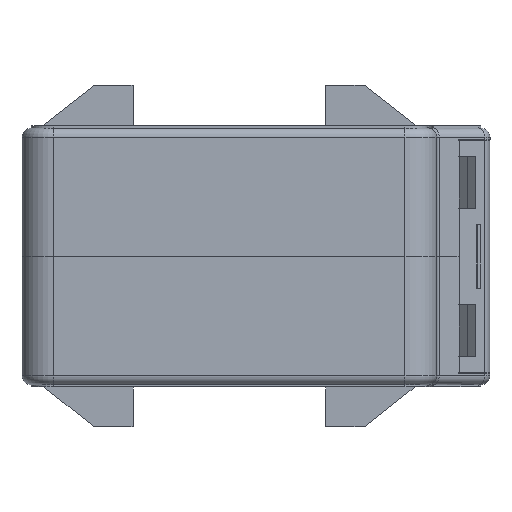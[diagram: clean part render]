
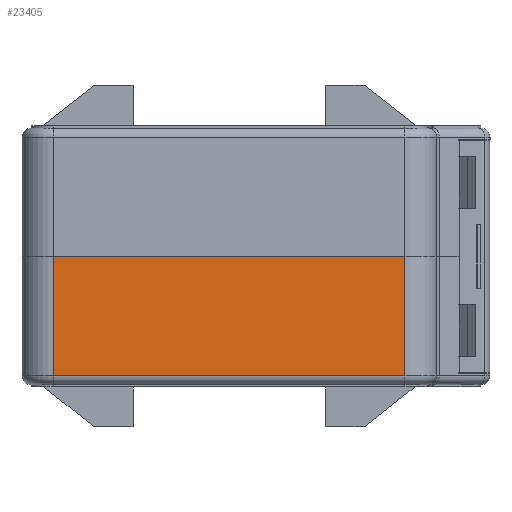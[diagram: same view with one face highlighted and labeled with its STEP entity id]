
A CAD part, front view. The second image highlights one B-rep face of the part: STEP entity #23405.
In plain terms, the highlighted planar face has unit normal (0, -1, 0).
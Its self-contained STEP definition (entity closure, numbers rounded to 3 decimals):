
#833 = VERTEX_POINT ( 'NONE', #16241 ) ;
#4158 = CARTESIAN_POINT ( 'NONE',  ( -38.75, -56., 2. ) ) ;
#4736 = EDGE_CURVE ( 'NONE', #17034, #833, #16286, .T. ) ;
#6372 = VECTOR ( 'NONE', #38926, 1000. ) ;
#6397 = CARTESIAN_POINT ( 'NONE',  ( 0., -56., 28.3 ) ) ;
#7613 = CARTESIAN_POINT ( 'NONE',  ( -38.75, -56., 2. ) ) ;
#8279 = VERTEX_POINT ( 'NONE', #17067 ) ;
#10150 = VECTOR ( 'NONE', #28946, 1000. ) ;
#11222 = CARTESIAN_POINT ( 'NONE',  ( 0., -56., 2. ) ) ;
#12024 = EDGE_CURVE ( 'NONE', #17034, #39716, #26061, .T. ) ;
#13949 = AXIS2_PLACEMENT_3D ( 'NONE', #32142, #38738, #27863 ) ;
#15270 = DIRECTION ( 'NONE',  ( 1., 0., 0. ) ) ;
#16241 = CARTESIAN_POINT ( 'NONE',  ( 38.75, -56., 28.3 ) ) ;
#16286 = LINE ( 'NONE', #6397, #20454 ) ;
#16694 = EDGE_LOOP ( 'NONE', ( #24783, #18539, #28293, #23950 ) ) ;
#16705 = LINE ( 'NONE', #38832, #23258 ) ;
#17034 = VERTEX_POINT ( 'NONE', #24911 ) ;
#17067 = CARTESIAN_POINT ( 'NONE',  ( 38.75, -56., 2. ) ) ;
#18539 = ORIENTED_EDGE ( 'NONE', *, *, #39911, .T. ) ;
#20454 = VECTOR ( 'NONE', #15270, 1000. ) ;
#20733 = LINE ( 'NONE', #11222, #6372 ) ;
#23258 = VECTOR ( 'NONE', #36160, 1000. ) ;
#23405 = ADVANCED_FACE ( 'NONE', ( #30570 ), #24963, .F. ) ;
#23950 = ORIENTED_EDGE ( 'NONE', *, *, #4736, .F. ) ;
#24783 = ORIENTED_EDGE ( 'NONE', *, *, #12024, .T. ) ;
#24911 = CARTESIAN_POINT ( 'NONE',  ( -38.75, -56., 28.3 ) ) ;
#24963 = PLANE ( 'NONE',  #13949 ) ;
#26061 = LINE ( 'NONE', #4158, #10150 ) ;
#27863 = DIRECTION ( 'NONE',  ( 0., 0., 1. ) ) ;
#28293 = ORIENTED_EDGE ( 'NONE', *, *, #35228, .F. ) ;
#28946 = DIRECTION ( 'NONE',  ( 0., 0., -1. ) ) ;
#30570 = FACE_OUTER_BOUND ( 'NONE', #16694, .T. ) ;
#32142 = CARTESIAN_POINT ( 'NONE',  ( 0., -56., 2. ) ) ;
#35228 = EDGE_CURVE ( 'NONE', #833, #8279, #16705, .T. ) ;
#36160 = DIRECTION ( 'NONE',  ( 0., 0., -1. ) ) ;
#38738 = DIRECTION ( 'NONE',  ( 0., 1., 0. ) ) ;
#38832 = CARTESIAN_POINT ( 'NONE',  ( 38.75, -56., 2. ) ) ;
#38926 = DIRECTION ( 'NONE',  ( 1., 0., 0. ) ) ;
#39716 = VERTEX_POINT ( 'NONE', #7613 ) ;
#39911 = EDGE_CURVE ( 'NONE', #39716, #8279, #20733, .T. ) ;
